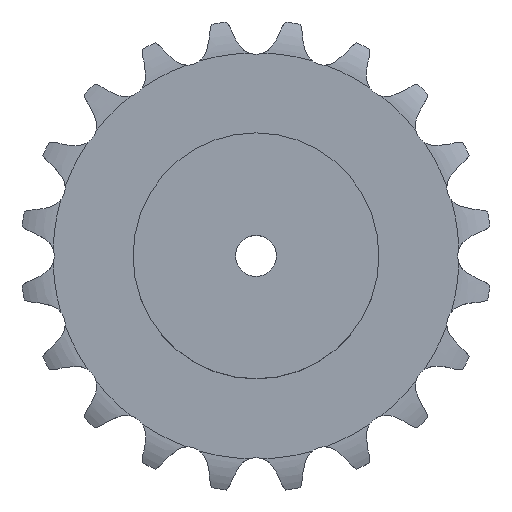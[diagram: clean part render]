
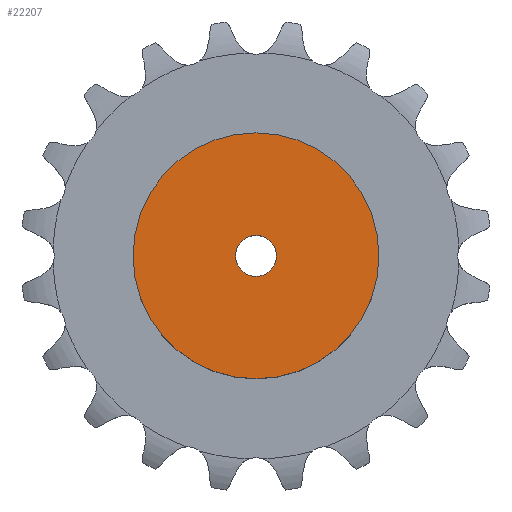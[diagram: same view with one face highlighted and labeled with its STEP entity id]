
A CAD part, top view. The second image highlights one B-rep face of the part: STEP entity #22207.
In plain terms, the highlighted planar face has unit normal (0, 0, 1).
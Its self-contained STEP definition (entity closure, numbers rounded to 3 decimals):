
#2913 = CYLINDRICAL_SURFACE('',#2914,90.);
#2914 = AXIS2_PLACEMENT_3D('',#2915,#2916,#2917);
#2915 = CARTESIAN_POINT('',(0.,0.,0.));
#2916 = DIRECTION('',(-0.,-0.,-1.));
#2917 = DIRECTION('',(1.,0.,0.));
#14438 = VERTEX_POINT('',#14439);
#14439 = CARTESIAN_POINT('',(90.,0.,90.));
#14460 = EDGE_CURVE('',#14438,#14438,#14461,.T.);
#14461 = SURFACE_CURVE('',#14462,(#14467,#14474),.PCURVE_S1.);
#14462 = CIRCLE('',#14463,90.);
#14463 = AXIS2_PLACEMENT_3D('',#14464,#14465,#14466);
#14464 = CARTESIAN_POINT('',(0.,0.,90.));
#14465 = DIRECTION('',(0.,0.,1.));
#14466 = DIRECTION('',(1.,0.,0.));
#14467 = PCURVE('',#2913,#14468);
#14468 = DEFINITIONAL_REPRESENTATION('',(#14469),#14473);
#14469 = LINE('',#14470,#14471);
#14470 = CARTESIAN_POINT('',(-0.,-90.));
#14471 = VECTOR('',#14472,1.);
#14472 = DIRECTION('',(-1.,0.));
#14473 = ( GEOMETRIC_REPRESENTATION_CONTEXT(2) 
PARAMETRIC_REPRESENTATION_CONTEXT() REPRESENTATION_CONTEXT('2D SPACE',''
  ) );
#14474 = PCURVE('',#14475,#14480);
#14475 = PLANE('',#14476);
#14476 = AXIS2_PLACEMENT_3D('',#14477,#14478,#14479);
#14477 = CARTESIAN_POINT('',(0.,0.,90.)
  );
#14478 = DIRECTION('',(0.,0.,1.));
#14479 = DIRECTION('',(1.,0.,0.));
#14480 = DEFINITIONAL_REPRESENTATION('',(#14481),#14485);
#14481 = CIRCLE('',#14482,90.);
#14482 = AXIS2_PLACEMENT_2D('',#14483,#14484);
#14483 = CARTESIAN_POINT('',(0.,0.));
#14484 = DIRECTION('',(1.,0.));
#14485 = ( GEOMETRIC_REPRESENTATION_CONTEXT(2) 
PARAMETRIC_REPRESENTATION_CONTEXT() REPRESENTATION_CONTEXT('2D SPACE',''
  ) );
#18985 = CYLINDRICAL_SURFACE('',#18986,15.);
#18986 = AXIS2_PLACEMENT_3D('',#18987,#18988,#18989);
#18987 = CARTESIAN_POINT('',(0.,0.,539.426));
#18988 = DIRECTION('',(0.,0.,1.));
#18989 = DIRECTION('',(1.,0.,0.));
#22207 = ADVANCED_FACE('',(#22208,#22211),#14475,.T.);
#22208 = FACE_BOUND('',#22209,.T.);
#22209 = EDGE_LOOP('',(#22210));
#22210 = ORIENTED_EDGE('',*,*,#14460,.T.);
#22211 = FACE_BOUND('',#22212,.T.);
#22212 = EDGE_LOOP('',(#22213));
#22213 = ORIENTED_EDGE('',*,*,#22214,.F.);
#22214 = EDGE_CURVE('',#22215,#22215,#22217,.T.);
#22215 = VERTEX_POINT('',#22216);
#22216 = CARTESIAN_POINT('',(15.,0.,90.));
#22217 = SURFACE_CURVE('',#22218,(#22223,#22230),.PCURVE_S1.);
#22218 = CIRCLE('',#22219,15.);
#22219 = AXIS2_PLACEMENT_3D('',#22220,#22221,#22222);
#22220 = CARTESIAN_POINT('',(0.,0.,90.));
#22221 = DIRECTION('',(0.,0.,1.));
#22222 = DIRECTION('',(1.,0.,0.));
#22223 = PCURVE('',#14475,#22224);
#22224 = DEFINITIONAL_REPRESENTATION('',(#22225),#22229);
#22225 = CIRCLE('',#22226,15.);
#22226 = AXIS2_PLACEMENT_2D('',#22227,#22228);
#22227 = CARTESIAN_POINT('',(0.,0.));
#22228 = DIRECTION('',(1.,0.));
#22229 = ( GEOMETRIC_REPRESENTATION_CONTEXT(2) 
PARAMETRIC_REPRESENTATION_CONTEXT() REPRESENTATION_CONTEXT('2D SPACE',''
  ) );
#22230 = PCURVE('',#18985,#22231);
#22231 = DEFINITIONAL_REPRESENTATION('',(#22232),#22236);
#22232 = LINE('',#22233,#22234);
#22233 = CARTESIAN_POINT('',(0.,-449.426));
#22234 = VECTOR('',#22235,1.);
#22235 = DIRECTION('',(1.,0.));
#22236 = ( GEOMETRIC_REPRESENTATION_CONTEXT(2) 
PARAMETRIC_REPRESENTATION_CONTEXT() REPRESENTATION_CONTEXT('2D SPACE',''
  ) );
